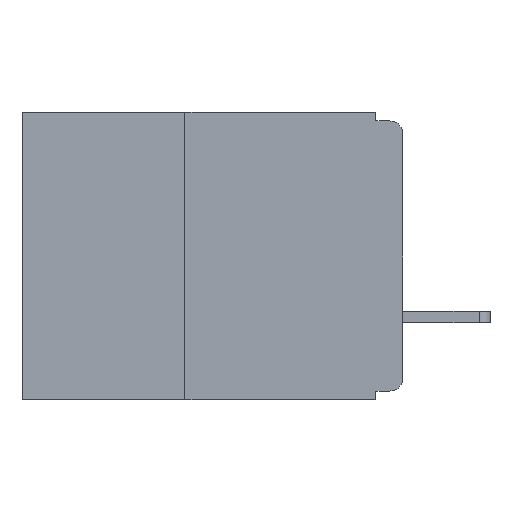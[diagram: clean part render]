
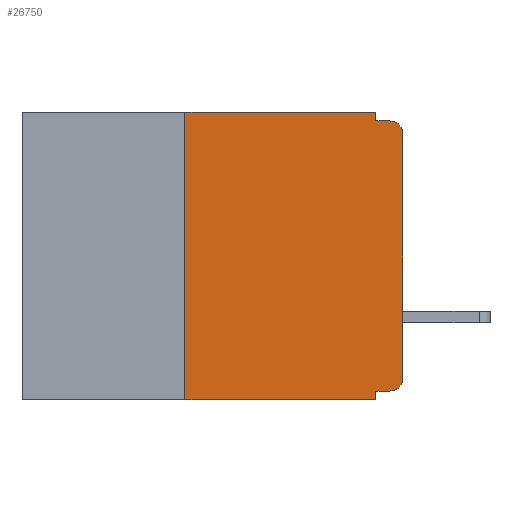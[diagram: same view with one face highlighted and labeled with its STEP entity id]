
A CAD part, left-side view. The second image highlights one B-rep face of the part: STEP entity #26750.
In plain terms, the highlighted planar face has unit normal (-1, 0, 0).
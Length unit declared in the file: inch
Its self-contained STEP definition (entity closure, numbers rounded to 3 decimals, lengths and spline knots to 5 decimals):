
#246 = CARTESIAN_POINT ( 'NONE',  ( 0., 0.015, -0.305 ) ) ;
#684 = CARTESIAN_POINT ( 'NONE',  ( 0., 0., -0.305 ) ) ;
#795 = ORIENTED_EDGE ( 'NONE', *, *, #29632, .T. ) ;
#1185 = DIRECTION ( 'NONE',  ( 0., 0., -1. ) ) ;
#1266 = FACE_OUTER_BOUND ( 'NONE', #14914, .T. ) ;
#1518 = LINE ( 'NONE', #15297, #14346 ) ;
#1911 = CIRCLE ( 'NONE', #25286, 0.015 ) ;
#1922 = DIRECTION ( 'NONE',  ( 0., 0., 1. ) ) ;
#2671 = DIRECTION ( 'NONE',  ( 0., 0., -1. ) ) ;
#3124 = CARTESIAN_POINT ( 'NONE',  ( 0., 0.031, -0.32 ) ) ;
#4353 = VERTEX_POINT ( 'NONE', #684 ) ;
#5542 = ORIENTED_EDGE ( 'NONE', *, *, #9719, .F. ) ;
#5566 = LINE ( 'NONE', #23402, #10469 ) ;
#5654 = VERTEX_POINT ( 'NONE', #14065 ) ;
#6205 = AXIS2_PLACEMENT_3D ( 'NONE', #246, #17079, #2671 ) ;
#6298 = CARTESIAN_POINT ( 'NONE',  ( 0., 0.015, -0.32 ) ) ;
#6362 = VERTEX_POINT ( 'NONE', #23903 ) ;
#6747 = VECTOR ( 'NONE', #9852, 39.37008 ) ;
#7833 = CARTESIAN_POINT ( 'NONE',  ( 0., 0.015, -0.025 ) ) ;
#8259 = DIRECTION ( 'NONE',  ( 0., 1., 0. ) ) ;
#8265 = LINE ( 'NONE', #17790, #13921 ) ;
#8398 = EDGE_CURVE ( 'NONE', #27346, #11485, #5566, .T. ) ;
#8591 = LINE ( 'NONE', #24065, #26767 ) ;
#9147 = CARTESIAN_POINT ( 'NONE',  ( 0., 0.437, 0. ) ) ;
#9209 = CARTESIAN_POINT ( 'NONE',  ( 0., 0., 0. ) ) ;
#9683 = EDGE_CURVE ( 'NONE', #4353, #5654, #18940, .T. ) ;
#9719 = EDGE_CURVE ( 'NONE', #29913, #27346, #17488, .T. ) ;
#9852 = DIRECTION ( 'NONE',  ( 0., -1., 0. ) ) ;
#9927 = ORIENTED_EDGE ( 'NONE', *, *, #19669, .F. ) ;
#10247 = DIRECTION ( 'NONE',  ( 0., 0., -1. ) ) ;
#10469 = VECTOR ( 'NONE', #11607, 39.37008 ) ;
#11138 = VECTOR ( 'NONE', #18906, 39.37008 ) ;
#11485 = VERTEX_POINT ( 'NONE', #16902 ) ;
#11521 = ORIENTED_EDGE ( 'NONE', *, *, #29856, .F. ) ;
#11576 = DIRECTION ( 'NONE',  ( 0., 0., -1. ) ) ;
#11607 = DIRECTION ( 'NONE',  ( 0., -1., 0. ) ) ;
#11741 = CARTESIAN_POINT ( 'NONE',  ( 0., 0.25, -0.33 ) ) ;
#12284 = CARTESIAN_POINT ( 'NONE',  ( 0., 0.437, -0.33 ) ) ;
#13110 = EDGE_CURVE ( 'NONE', #16239, #6362, #1518, .T. ) ;
#13921 = VECTOR ( 'NONE', #8259, 39.37008 ) ;
#14065 = CARTESIAN_POINT ( 'NONE',  ( 0., 0., -0.025 ) ) ;
#14171 = ORIENTED_EDGE ( 'NONE', *, *, #8398, .F. ) ;
#14346 = VECTOR ( 'NONE', #29364, 39.37008 ) ;
#14608 = DIRECTION ( 'NONE',  ( 0., -1., 0. ) ) ;
#14914 = EDGE_LOOP ( 'NONE', ( #28392, #23179, #9927, #20102, #14171, #5542, #17145, #25207, #11521, #795 ) ) ;
#15297 = CARTESIAN_POINT ( 'NONE',  ( 0., 0.031, -0.33 ) ) ;
#15707 = VERTEX_POINT ( 'NONE', #6298 ) ;
#15724 = CARTESIAN_POINT ( 'NONE',  ( 0., 0.25, -0.33 ) ) ;
#16239 = VERTEX_POINT ( 'NONE', #3124 ) ;
#16902 = CARTESIAN_POINT ( 'NONE',  ( 0., 0.031, 0. ) ) ;
#17079 = DIRECTION ( 'NONE',  ( -1., 0., 0. ) ) ;
#17134 = CARTESIAN_POINT ( 'NONE',  ( 0., 0.015, -0.01 ) ) ;
#17145 = ORIENTED_EDGE ( 'NONE', *, *, #21535, .T. ) ;
#17488 = LINE ( 'NONE', #11741, #11138 ) ;
#17790 = CARTESIAN_POINT ( 'NONE',  ( 0., 0., -0.32 ) ) ;
#18178 = AXIS2_PLACEMENT_3D ( 'NONE', #9147, #25742, #11576 ) ;
#18906 = DIRECTION ( 'NONE',  ( 0., 0., 1. ) ) ;
#18940 = LINE ( 'NONE', #9209, #24469 ) ;
#19669 = EDGE_CURVE ( 'NONE', #22642, #24608, #8591, .T. ) ;
#19841 = CIRCLE ( 'NONE', #6205, 0.015 ) ;
#20102 = ORIENTED_EDGE ( 'NONE', *, *, #28145, .F. ) ;
#20932 = LINE ( 'NONE', #12284, #6747 ) ;
#21535 = EDGE_CURVE ( 'NONE', #29913, #6362, #20932, .T. ) ;
#22248 = CARTESIAN_POINT ( 'NONE',  ( 0., 0.031, -0.01 ) ) ;
#22642 = VERTEX_POINT ( 'NONE', #22248 ) ;
#23179 = ORIENTED_EDGE ( 'NONE', *, *, #27961, .T. ) ;
#23375 = PLANE ( 'NONE',  #18178 ) ;
#23402 = CARTESIAN_POINT ( 'NONE',  ( 0., 0.437, 0. ) ) ;
#23903 = CARTESIAN_POINT ( 'NONE',  ( 0., 0.031, -0.33 ) ) ;
#24065 = CARTESIAN_POINT ( 'NONE',  ( 0., 0., -0.01 ) ) ;
#24391 = CARTESIAN_POINT ( 'NONE',  ( 0., 0.25, 0. ) ) ;
#24455 = DIRECTION ( 'NONE',  ( -1., 0., 0. ) ) ;
#24469 = VECTOR ( 'NONE', #1922, 39.37008 ) ;
#24608 = VERTEX_POINT ( 'NONE', #17134 ) ;
#25207 = ORIENTED_EDGE ( 'NONE', *, *, #13110, .F. ) ;
#25286 = AXIS2_PLACEMENT_3D ( 'NONE', #7833, #24455, #10247 ) ;
#25742 = DIRECTION ( 'NONE',  ( 1., 0., 0. ) ) ;
#26750 = ADVANCED_FACE ( 'NONE', ( #1266 ), #23375, .F. ) ;
#26767 = VECTOR ( 'NONE', #14608, 39.37008 ) ;
#27334 = CARTESIAN_POINT ( 'NONE',  ( 0., 0.031, 0. ) ) ;
#27346 = VERTEX_POINT ( 'NONE', #24391 ) ;
#27632 = VECTOR ( 'NONE', #1185, 39.37008 ) ;
#27961 = EDGE_CURVE ( 'NONE', #5654, #24608, #1911, .T. ) ;
#28145 = EDGE_CURVE ( 'NONE', #11485, #22642, #28357, .T. ) ;
#28357 = LINE ( 'NONE', #27334, #27632 ) ;
#28392 = ORIENTED_EDGE ( 'NONE', *, *, #9683, .T. ) ;
#29364 = DIRECTION ( 'NONE',  ( 0., 0., -1. ) ) ;
#29632 = EDGE_CURVE ( 'NONE', #15707, #4353, #19841, .T. ) ;
#29856 = EDGE_CURVE ( 'NONE', #15707, #16239, #8265, .T. ) ;
#29913 = VERTEX_POINT ( 'NONE', #15724 ) ;
